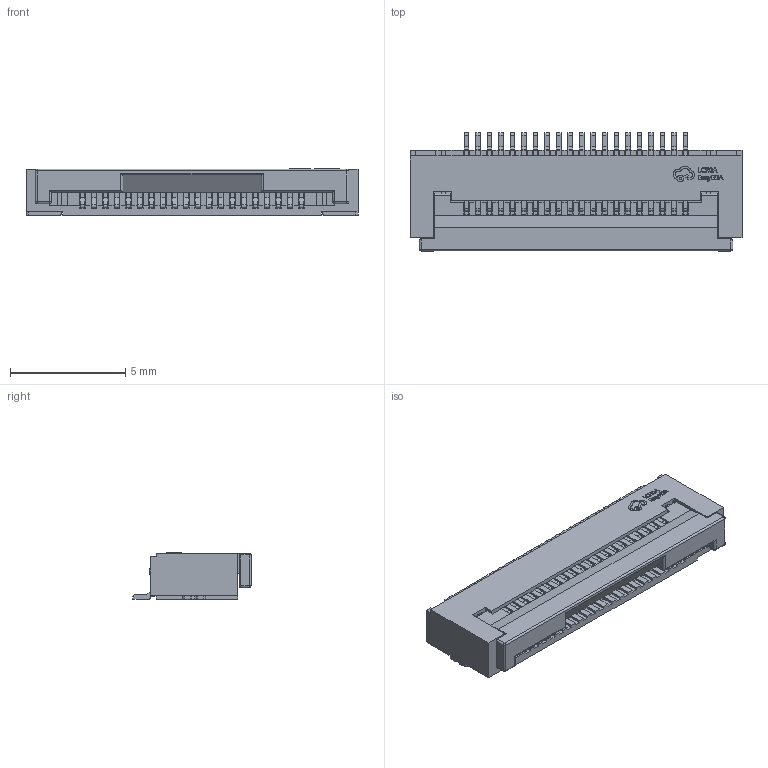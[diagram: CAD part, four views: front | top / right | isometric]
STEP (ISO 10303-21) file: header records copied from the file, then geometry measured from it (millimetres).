
FILE_DESCRIPTION (( 'STEP AP214' ), '1' );
FILE_NAME ('FPC-SMD_20P-P0.50_XUNPU_FPC-05F-20PH20.step', '2022-07-06T08:56:01', ( '' ), ( '' ), 'SwSTEP 2.0', 'SolidWorks 2020', '' );
FILE_SCHEMA (( 'AUTOMOTIVE_DESIGN' ));
Length unit declared in the file: millimetre
Products named in the file (1): FPC-SMD_20P-P0.50_XUNPU_FPC-05F-20PH20
Bounding box: 14.4 x 5.12 x 2.01 mm (x, y, z)
Volume: 81.3 mm3; surface area: 625 mm2
Topology: 24 solids, 24 shells, 1222 faces, 3562 edges, 2358 vertices
Faces by surface type: plane 966, cylinder 138, bspline 110, sphere 8
Entity records: 54865 total; most frequent: CARTESIAN_POINT 9353, ORIENTED_EDGE 7108, DIRECTION 5800, EDGE_CURVE 3554, VECTOR 3062, LINE 3062, VERTEX_POINT 2358, AXIS2_PLACEMENT_3D 1369
